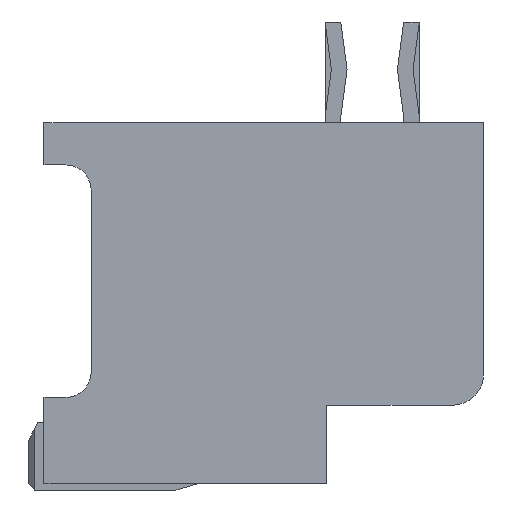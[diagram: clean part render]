
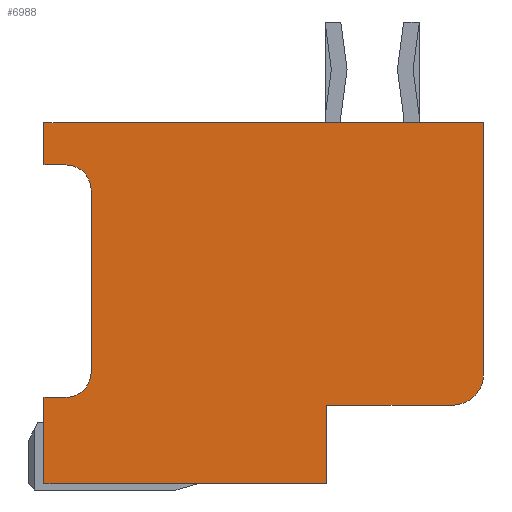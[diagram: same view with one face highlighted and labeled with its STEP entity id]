
A CAD part, left-side view. The second image highlights one B-rep face of the part: STEP entity #6988.
In plain terms, the highlighted planar face has unit normal (-1, 0, 0).
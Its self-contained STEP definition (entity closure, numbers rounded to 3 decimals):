
#1=DIRECTION('',(0.,-1.,0.));
#2=VECTOR('',#1,14.);
#3=CARTESIAN_POINT('',(-9.7,7.,5.05));
#4=LINE('',#3,#2);
#5=DIRECTION('',(0.,0.,-1.));
#6=VECTOR('',#5,8.);
#7=CARTESIAN_POINT('',(-9.7,-7.,5.05));
#8=LINE('',#7,#6);
#9=CARTESIAN_POINT('',(-9.7,-6.,-2.95));
#10=DIRECTION('',(1.,0.,0.));
#11=DIRECTION('',(0.,-1.,0.));
#12=AXIS2_PLACEMENT_3D('',#9,#10,#11);
#14=DIRECTION('',(0.,1.,0.));
#15=VECTOR('',#14,4.);
#16=CARTESIAN_POINT('',(-9.7,-6.,-3.95));
#17=LINE('',#16,#15);
#18=DIRECTION('',(0.,0.,-1.));
#19=VECTOR('',#18,2.5);
#20=CARTESIAN_POINT('',(-9.7,-2.,-3.95));
#21=LINE('',#20,#19);
#22=DIRECTION('',(0.,1.,0.));
#23=VECTOR('',#22,9.);
#24=CARTESIAN_POINT('',(-9.7,-2.,-6.45));
#25=LINE('',#24,#23);
#26=DIRECTION('',(0.,0.,1.));
#27=VECTOR('',#26,2.75);
#28=CARTESIAN_POINT('',(-9.7,7.,-6.45));
#29=LINE('',#28,#27);
#30=DIRECTION('',(0.,-1.,0.));
#31=VECTOR('',#30,0.7);
#32=CARTESIAN_POINT('',(-9.7,7.,-3.7));
#33=LINE('',#32,#31);
#34=CARTESIAN_POINT('',(-9.7,6.3,-2.9));
#35=DIRECTION('',(-1.,0.,0.));
#36=DIRECTION('',(0.,0.,-1.));
#37=AXIS2_PLACEMENT_3D('',#34,#35,#36);
#39=DIRECTION('',(0.,0.,1.));
#40=VECTOR('',#39,5.8);
#41=CARTESIAN_POINT('',(-9.7,5.5,-2.9));
#42=LINE('',#41,#40);
#43=CARTESIAN_POINT('',(-9.7,6.3,2.9));
#44=DIRECTION('',(-1.,0.,0.));
#45=DIRECTION('',(0.,-1.,0.));
#46=AXIS2_PLACEMENT_3D('',#43,#44,#45);
#48=DIRECTION('',(0.,1.,0.));
#49=VECTOR('',#48,0.7);
#50=CARTESIAN_POINT('',(-9.7,6.3,3.7));
#51=LINE('',#50,#49);
#52=DIRECTION('',(0.,0.,1.));
#53=VECTOR('',#52,1.35);
#54=CARTESIAN_POINT('',(-9.7,7.,3.7));
#55=LINE('',#54,#53);
#5255=CARTESIAN_POINT('',(-9.7,7.,5.05));
#5256=CARTESIAN_POINT('',(-9.7,-7.,5.05));
#5257=VERTEX_POINT('',#5255);
#5258=VERTEX_POINT('',#5256);
#5259=CARTESIAN_POINT('',(-9.7,-7.,-2.95));
#5260=VERTEX_POINT('',#5259);
#5261=CARTESIAN_POINT('',(-9.7,-6.,-3.95));
#5262=VERTEX_POINT('',#5261);
#5263=CARTESIAN_POINT('',(-9.7,-2.,-3.95));
#5264=VERTEX_POINT('',#5263);
#5265=CARTESIAN_POINT('',(-9.7,-2.,-6.45));
#5266=VERTEX_POINT('',#5265);
#5267=CARTESIAN_POINT('',(-9.7,7.,-6.45));
#5268=VERTEX_POINT('',#5267);
#5269=CARTESIAN_POINT('',(-9.7,7.,-3.7));
#5270=VERTEX_POINT('',#5269);
#5285=CARTESIAN_POINT('',(-9.7,6.3,-3.7));
#5286=VERTEX_POINT('',#5285);
#5287=CARTESIAN_POINT('',(-9.7,5.5,-2.9));
#5288=VERTEX_POINT('',#5287);
#5289=CARTESIAN_POINT('',(-9.7,5.5,2.9));
#5290=VERTEX_POINT('',#5289);
#5291=CARTESIAN_POINT('',(-9.7,6.3,3.7));
#5292=VERTEX_POINT('',#5291);
#5293=CARTESIAN_POINT('',(-9.7,7.,3.7));
#5294=VERTEX_POINT('',#5293);
#6955=CARTESIAN_POINT('',(-9.7,0.,0.));
#6956=DIRECTION('',(1.,0.,0.));
#6957=DIRECTION('',(0.,0.,-1.));
#6958=AXIS2_PLACEMENT_3D('',#6955,#6956,#6957);
#6959=PLANE('',#6958);
#6961=ORIENTED_EDGE('',*,*,#6960,.T.);
#6963=ORIENTED_EDGE('',*,*,#6962,.T.);
#6965=ORIENTED_EDGE('',*,*,#6964,.T.);
#6967=ORIENTED_EDGE('',*,*,#6966,.T.);
#6969=ORIENTED_EDGE('',*,*,#6968,.T.);
#6971=ORIENTED_EDGE('',*,*,#6970,.T.);
#6973=ORIENTED_EDGE('',*,*,#6972,.T.);
#6975=ORIENTED_EDGE('',*,*,#6974,.T.);
#6977=ORIENTED_EDGE('',*,*,#6976,.T.);
#6979=ORIENTED_EDGE('',*,*,#6978,.T.);
#6981=ORIENTED_EDGE('',*,*,#6980,.T.);
#6983=ORIENTED_EDGE('',*,*,#6982,.T.);
#6985=ORIENTED_EDGE('',*,*,#6984,.T.);
#6986=EDGE_LOOP('',(#6961,#6963,#6965,#6967,#6969,#6971,#6973,#6975,#6977,#6979,
#6981,#6983,#6985));
#6987=FACE_OUTER_BOUND('',#6986,.F.);
#6988=ADVANCED_FACE('',(#6987),#6959,.F.);
#13=CIRCLE('',#12,1.);
#38=CIRCLE('',#37,0.8);
#47=CIRCLE('',#46,0.8);
#6960=EDGE_CURVE('',#5257,#5258,#4,.T.);
#6962=EDGE_CURVE('',#5258,#5260,#8,.T.);
#6964=EDGE_CURVE('',#5260,#5262,#13,.T.);
#6966=EDGE_CURVE('',#5262,#5264,#17,.T.);
#6968=EDGE_CURVE('',#5264,#5266,#21,.T.);
#6970=EDGE_CURVE('',#5266,#5268,#25,.T.);
#6972=EDGE_CURVE('',#5268,#5270,#29,.T.);
#6974=EDGE_CURVE('',#5270,#5286,#33,.T.);
#6976=EDGE_CURVE('',#5286,#5288,#38,.T.);
#6978=EDGE_CURVE('',#5288,#5290,#42,.T.);
#6980=EDGE_CURVE('',#5290,#5292,#47,.T.);
#6982=EDGE_CURVE('',#5292,#5294,#51,.T.);
#6984=EDGE_CURVE('',#5294,#5257,#55,.T.);
